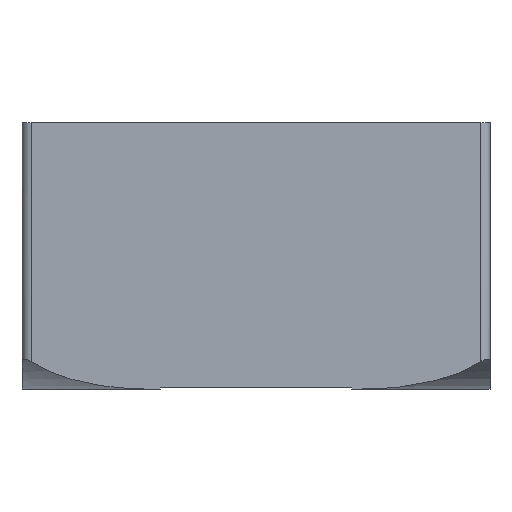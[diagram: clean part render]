
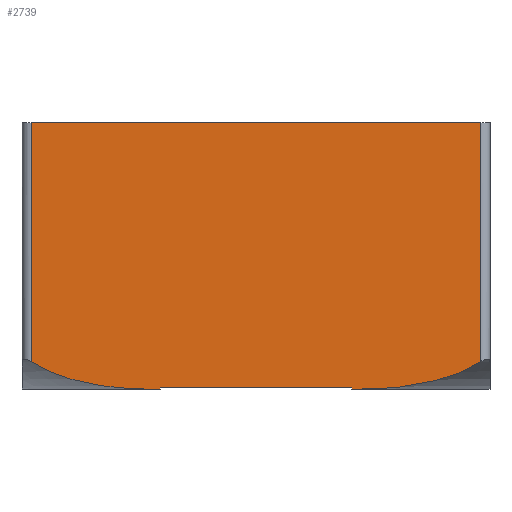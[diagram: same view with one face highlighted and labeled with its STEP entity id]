
A CAD part, left-side view. The second image highlights one B-rep face of the part: STEP entity #2739.
In plain terms, the highlighted planar face has unit normal (-1, 0, 0).
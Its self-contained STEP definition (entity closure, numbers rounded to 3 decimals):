
#45=PLANE('',#2879);
#130=B_SPLINE_CURVE_WITH_KNOTS('',3,(#3531,#3532,#3533,#3534,#3535,#3536,
#3537,#3538),.UNSPECIFIED.,.F.,.F.,(4,1,1,1,1,4),(0.,0.25,0.5,0.625,0.75,
1.),.UNSPECIFIED.);
#131=B_SPLINE_CURVE_WITH_KNOTS('',3,(#3546,#3547,#3548,#3549,#3550,#3551),
 .UNSPECIFIED.,.F.,.F.,(4,1,1,4),(0.,0.5,0.75,1.),.UNSPECIFIED.);
#377=ORIENTED_EDGE('',*,*,#939,.F.);
#378=ORIENTED_EDGE('',*,*,#940,.F.);
#379=ORIENTED_EDGE('',*,*,#941,.T.);
#380=ORIENTED_EDGE('',*,*,#942,.T.);
#381=ORIENTED_EDGE('',*,*,#943,.F.);
#382=ORIENTED_EDGE('',*,*,#944,.T.);
#383=ORIENTED_EDGE('',*,*,#945,.F.);
#384=ORIENTED_EDGE('',*,*,#946,.F.);
#939=EDGE_CURVE('',#1218,#1219,#130,.F.);
#940=EDGE_CURVE('',#1220,#1218,#1407,.T.);
#941=EDGE_CURVE('',#1220,#1221,#1408,.T.);
#942=EDGE_CURVE('',#1221,#1222,#1409,.T.);
#943=EDGE_CURVE('',#1223,#1222,#131,.F.);
#944=EDGE_CURVE('',#1223,#1224,#1410,.T.);
#945=EDGE_CURVE('',#1225,#1224,#1411,.T.);
#946=EDGE_CURVE('',#1219,#1225,#1412,.T.);
#1218=VERTEX_POINT('',#3522);
#1219=VERTEX_POINT('',#3530);
#1220=VERTEX_POINT('',#3541);
#1221=VERTEX_POINT('',#3543);
#1222=VERTEX_POINT('',#3545);
#1223=VERTEX_POINT('',#3552);
#1224=VERTEX_POINT('',#3554);
#1225=VERTEX_POINT('',#3556);
#1407=LINE('',#3540,#1519);
#1408=LINE('',#3542,#1520);
#1409=LINE('',#3544,#1521);
#1410=LINE('',#3553,#1522);
#1411=LINE('',#3555,#1523);
#1412=LINE('',#3557,#1524);
#1519=VECTOR('',#3084,1000.);
#1520=VECTOR('',#3085,1000.);
#1521=VECTOR('',#3086,1000.);
#1522=VECTOR('',#3087,1000.);
#1523=VECTOR('',#3088,1000.);
#1524=VECTOR('',#3089,1000.);
#1617=EDGE_LOOP('',(#377,#378,#379,#380,#381,#382,#383,#384));
#1754=FACE_BOUND('',#1617,.T.);
#2739=ADVANCED_FACE('',(#1754),#45,.T.);
#2879=AXIS2_PLACEMENT_3D('',#3539,#3082,#3083);
#3082=DIRECTION('',(-1.,0.,0.));
#3083=DIRECTION('',(0.,0.,1.));
#3084=DIRECTION('',(0.,0.,-1.));
#3085=DIRECTION('',(0.,-1.,0.));
#3086=DIRECTION('',(0.,0.,-1.));
#3087=DIRECTION('',(0.,0.,1.));
#3088=DIRECTION('',(0.,-1.,0.));
#3089=DIRECTION('',(0.,0.,1.));
#3522=CARTESIAN_POINT('',(-2.5,1.025,0.));
#3530=CARTESIAN_POINT('',(-2.5,2.4,0.295));
#3531=CARTESIAN_POINT('',(-2.5,2.4,0.295));
#3532=CARTESIAN_POINT('',(-2.5,2.309,0.237));
#3533=CARTESIAN_POINT('',(-2.5,2.114,0.141));
#3534=CARTESIAN_POINT('',(-2.5,1.783,0.057));
#3535=CARTESIAN_POINT('',(-2.5,1.569,0.026));
#3536=CARTESIAN_POINT('',(-2.5,1.311,0.003));
#3537=CARTESIAN_POINT('',(-2.5,1.157,0.));
#3538=CARTESIAN_POINT('',(-2.5,1.025,0.));
#3539=CARTESIAN_POINT('',(-2.5,2.5,0.02));
#3540=CARTESIAN_POINT('',(-2.5,1.025,7.095));
#3541=CARTESIAN_POINT('',(-2.5,1.025,0.02));
#3542=CARTESIAN_POINT('',(-2.5,2.5,0.02));
#3543=CARTESIAN_POINT('',(-2.5,-1.025,0.02));
#3544=CARTESIAN_POINT('',(-2.5,-1.025,7.095));
#3545=CARTESIAN_POINT('',(-2.5,-1.025,0.));
#3546=CARTESIAN_POINT('',(-2.5,-1.025,0.));
#3547=CARTESIAN_POINT('',(-2.5,-1.289,0.));
#3548=CARTESIAN_POINT('',(-2.5,-1.598,0.01));
#3549=CARTESIAN_POINT('',(-2.5,-2.111,0.14));
#3550=CARTESIAN_POINT('',(-2.5,-2.309,0.237));
#3551=CARTESIAN_POINT('',(-2.5,-2.4,0.295));
#3552=CARTESIAN_POINT('',(-2.5,-2.4,0.295));
#3553=CARTESIAN_POINT('',(-2.5,-2.4,0.02));
#3554=CARTESIAN_POINT('',(-2.5,-2.4,2.85));
#3555=CARTESIAN_POINT('',(-2.5,2.5,2.85));
#3556=CARTESIAN_POINT('',(-2.5,2.4,2.85));
#3557=CARTESIAN_POINT('',(-2.5,2.4,0.02));
